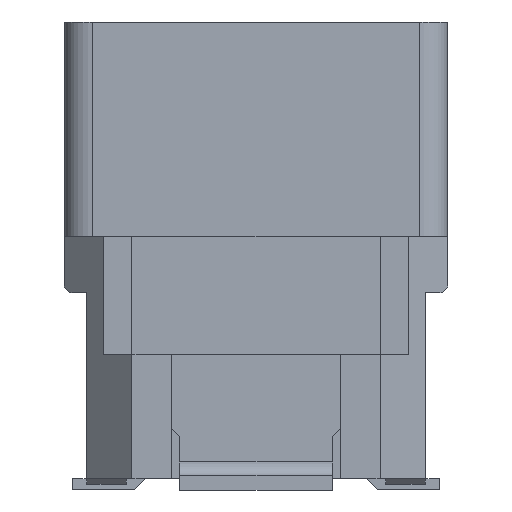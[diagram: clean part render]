
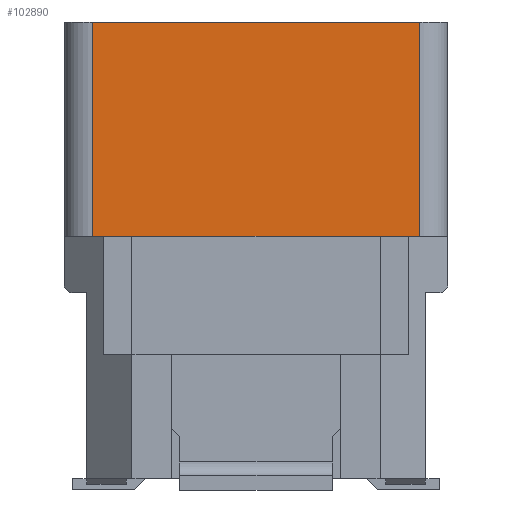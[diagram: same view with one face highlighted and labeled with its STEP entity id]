
A CAD part, left-side view. The second image highlights one B-rep face of the part: STEP entity #102890.
In plain terms, the highlighted planar face has unit normal (-1, 0, 0).
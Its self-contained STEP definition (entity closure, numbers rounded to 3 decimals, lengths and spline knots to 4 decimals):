
#92280=CARTESIAN_POINT('',(36.215,-87.1,
3.2));
#92290=VERTEX_POINT('',#92280);
#92320=CARTESIAN_POINT('',(36.215,-89.0856,
3.2));
#92330=DIRECTION('',(0.,1.,0.));
#92340=VECTOR('',#92330,1.);
#92350=LINE('',#92320,#92340);
#92360=CARTESIAN_POINT('',(36.215,-92.9,
3.2));
#92370=VERTEX_POINT('',#92360);
#92380=EDGE_CURVE('',#92370,#92290,#92350,.T.);
#94190=CARTESIAN_POINT('',(36.215,-92.9,
7.));
#94200=VERTEX_POINT('',#94190);
#94230=CARTESIAN_POINT('',(36.215,-89.0856,
7.));
#94240=DIRECTION('',(0.,-1.,0.));
#94250=VECTOR('',#94240,1.);
#94260=LINE('',#94230,#94250);
#94270=CARTESIAN_POINT('',(36.215,-87.1,
7.));
#94280=VERTEX_POINT('',#94270);
#94290=EDGE_CURVE('',#94280,#94200,#94260,.T.);
#102640=CARTESIAN_POINT('',(36.215,-92.9,
0.2));
#102650=DIRECTION('',(0.,0.,1.));
#102660=VECTOR('',#102650,1.);
#102670=LINE('',#102640,#102660);
#102680=EDGE_CURVE('',#92370,#94200,#102670,.T.);
#102730=CARTESIAN_POINT('',(36.215,-90.6684,
0.8666));
#102740=DIRECTION('',(-1.,0.,0.));
#102750=DIRECTION('',(0.,1.,0.));
#102760=AXIS2_PLACEMENT_3D('',#102730,#102740,#102750);
#102770=PLANE('',#102760);
#102780=ORIENTED_EDGE('',*,*,#102680,.T.);
#102790=ORIENTED_EDGE('',*,*,#92380,.F.);
#102800=CARTESIAN_POINT('',(36.215,-87.1,
0.2));
#102810=DIRECTION('',(0.,0.,-1.));
#102820=VECTOR('',#102810,1.);
#102830=LINE('',#102800,#102820);
#102840=EDGE_CURVE('',#94280,#92290,#102830,.T.);
#102850=ORIENTED_EDGE('',*,*,#102840,.T.);
#102860=ORIENTED_EDGE('',*,*,#94290,.F.);
#102870=EDGE_LOOP('',(#102860,#102850,#102790,#102780));
#102880=FACE_OUTER_BOUND('',#102870,.T.);
#102890=ADVANCED_FACE('',(#102880),#102770,.T.);
